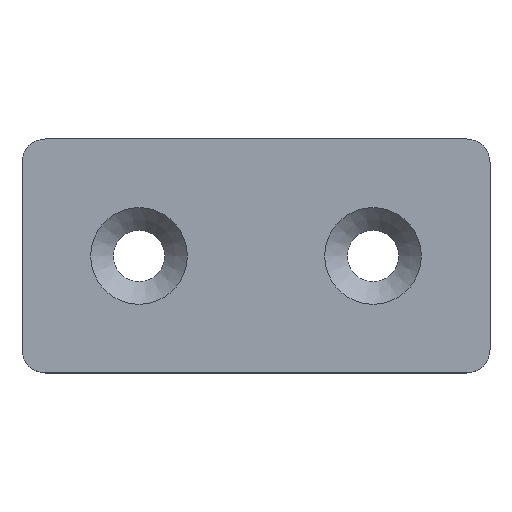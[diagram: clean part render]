
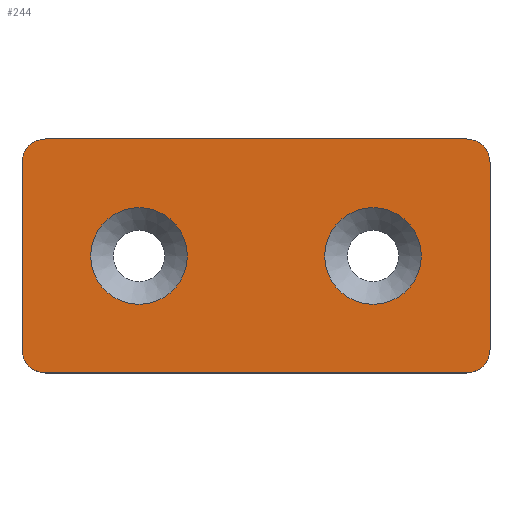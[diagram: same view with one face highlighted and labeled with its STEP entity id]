
A CAD part, top view. The second image highlights one B-rep face of the part: STEP entity #244.
In plain terms, the highlighted planar face has unit normal (0, 0, 1).
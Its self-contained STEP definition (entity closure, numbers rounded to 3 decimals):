
#26=PLANE('',#279);
#32=LINE('',#380,#48);
#36=LINE('',#392,#52);
#40=LINE('',#404,#56);
#43=LINE('',#413,#59);
#48=VECTOR('',#305,1000.);
#52=VECTOR('',#317,1000.);
#56=VECTOR('',#329,1000.);
#59=VECTOR('',#340,1000.);
#92=ORIENTED_EDGE('',*,*,#144,.F.);
#93=ORIENTED_EDGE('',*,*,#145,.F.);
#94=ORIENTED_EDGE('',*,*,#122,.T.);
#95=ORIENTED_EDGE('',*,*,#126,.T.);
#96=ORIENTED_EDGE('',*,*,#129,.T.);
#97=ORIENTED_EDGE('',*,*,#132,.T.);
#98=ORIENTED_EDGE('',*,*,#135,.T.);
#99=ORIENTED_EDGE('',*,*,#138,.T.);
#100=ORIENTED_EDGE('',*,*,#141,.T.);
#101=ORIENTED_EDGE('',*,*,#143,.T.);
#122=EDGE_CURVE('',#153,#152,#173,.T.);
#126=EDGE_CURVE('',#152,#155,#32,.T.);
#129=EDGE_CURVE('',#155,#157,#175,.T.);
#132=EDGE_CURVE('',#157,#159,#36,.T.);
#135=EDGE_CURVE('',#159,#161,#177,.T.);
#138=EDGE_CURVE('',#161,#163,#40,.T.);
#141=EDGE_CURVE('',#163,#165,#179,.T.);
#143=EDGE_CURVE('',#165,#153,#43,.T.);
#144=EDGE_CURVE('',#166,#166,#180,.T.);
#145=EDGE_CURVE('',#167,#167,#181,.T.);
#152=VERTEX_POINT('',#371);
#153=VERTEX_POINT('',#373);
#155=VERTEX_POINT('',#379);
#157=VERTEX_POINT('',#385);
#159=VERTEX_POINT('',#391);
#161=VERTEX_POINT('',#397);
#163=VERTEX_POINT('',#403);
#165=VERTEX_POINT('',#409);
#166=VERTEX_POINT('',#416);
#167=VERTEX_POINT('',#418);
#173=CIRCLE('',#265,3.);
#175=CIRCLE('',#269,3.);
#177=CIRCLE('',#273,3.);
#179=CIRCLE('',#277,3.);
#180=CIRCLE('',#280,6.2);
#181=CIRCLE('',#281,6.2);
#194=EDGE_LOOP('',(#92));
#195=EDGE_LOOP('',(#93));
#196=EDGE_LOOP('',(#94,#95,#96,#97,#98,#99,#100,#101));
#216=FACE_BOUND('',#194,.T.);
#217=FACE_BOUND('',#195,.T.);
#218=FACE_BOUND('',#196,.T.);
#244=ADVANCED_FACE('',(#216,#217,#218),#26,.T.);
#265=AXIS2_PLACEMENT_3D('',#372,#298,#299);
#269=AXIS2_PLACEMENT_3D('',#386,#311,#312);
#273=AXIS2_PLACEMENT_3D('',#398,#323,#324);
#277=AXIS2_PLACEMENT_3D('',#410,#335,#336);
#279=AXIS2_PLACEMENT_3D('',#414,#341,#342);
#280=AXIS2_PLACEMENT_3D('',#415,#343,#344);
#281=AXIS2_PLACEMENT_3D('',#417,#345,#346);
#298=DIRECTION('',(0.,0.,1.));
#299=DIRECTION('',(1.,0.,0.));
#305=DIRECTION('',(0.,-1.,0.));
#311=DIRECTION('',(0.,0.,1.));
#312=DIRECTION('',(1.,0.,0.));
#317=DIRECTION('',(1.,0.,0.));
#323=DIRECTION('',(0.,0.,1.));
#324=DIRECTION('',(1.,0.,0.));
#329=DIRECTION('',(0.,1.,0.));
#335=DIRECTION('',(0.,0.,1.));
#336=DIRECTION('',(1.,0.,0.));
#340=DIRECTION('',(-1.,0.,0.));
#341=DIRECTION('',(0.,0.,1.));
#342=DIRECTION('',(1.,0.,0.));
#343=DIRECTION('',(0.,0.,1.));
#344=DIRECTION('',(1.,0.,0.));
#345=DIRECTION('',(0.,0.,1.));
#346=DIRECTION('',(1.,0.,0.));
#371=CARTESIAN_POINT('',(0.,12.,3.));
#372=CARTESIAN_POINT('',(3.,12.,3.));
#373=CARTESIAN_POINT('',(3.,15.,3.));
#379=CARTESIAN_POINT('',(0.,-12.,3.));
#380=CARTESIAN_POINT('',(0.,12.,3.));
#385=CARTESIAN_POINT('',(3.,-15.,3.));
#386=CARTESIAN_POINT('',(3.,-12.,3.));
#391=CARTESIAN_POINT('',(57.,-15.,3.));
#392=CARTESIAN_POINT('',(3.,-15.,3.));
#397=CARTESIAN_POINT('',(60.,-12.,3.));
#398=CARTESIAN_POINT('',(57.,-12.,3.));
#403=CARTESIAN_POINT('',(60.,12.,3.));
#404=CARTESIAN_POINT('',(60.,-12.,3.));
#409=CARTESIAN_POINT('',(57.,15.,3.));
#410=CARTESIAN_POINT('',(57.,12.,3.));
#413=CARTESIAN_POINT('',(57.,15.,3.));
#414=CARTESIAN_POINT('',(3.,12.,3.));
#415=CARTESIAN_POINT('',(45.,0.,3.));
#416=CARTESIAN_POINT('',(51.2,0.,3.));
#417=CARTESIAN_POINT('',(15.,0.,3.));
#418=CARTESIAN_POINT('',(21.2,0.,3.));
